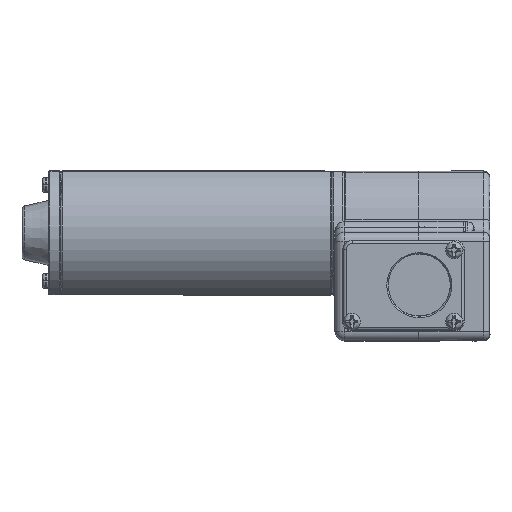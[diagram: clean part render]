
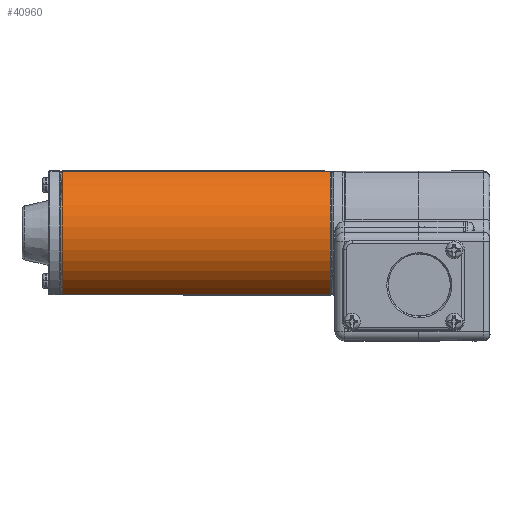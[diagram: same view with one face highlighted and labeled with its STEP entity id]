
A CAD part, top view. The second image highlights one B-rep face of the part: STEP entity #40960.
In plain terms, the highlighted cylindrical face has radius 22.5 mm (diameter 45 mm), a partial arc.
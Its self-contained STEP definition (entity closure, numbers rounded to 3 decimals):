
#37049=CARTESIAN_POINT('',(0.5,20.,-22.5));
#37050=DIRECTION('',(1.,0.,0.));
#37051=DIRECTION('',(0.,0.878,0.479));
#37052=AXIS2_PLACEMENT_3D('',#37049,#37050,#37051);
#37083=DIRECTION('',(-1.,0.,0.));
#37084=VECTOR('',#37083,86.5);
#37085=CARTESIAN_POINT('',(87.,39.756,-11.732));
#37086=LINE('',#37085,#37084);
#38193=DIRECTION('',(-1.,0.,0.));
#38194=VECTOR('',#38193,86.5);
#38195=CARTESIAN_POINT('',(87.,0.244,-11.732));
#38196=LINE('',#38195,#38194);
#38207=CARTESIAN_POINT('',(87.,20.,-22.5));
#38208=DIRECTION('',(-1.,0.,0.));
#38209=DIRECTION('',(0.,-0.878,0.479));
#38210=AXIS2_PLACEMENT_3D('',#38207,#38208,#38209);
#38869=CARTESIAN_POINT('',(0.5,39.756,-11.732));
#38870=VERTEX_POINT('',#38869);
#38875=CARTESIAN_POINT('',(0.5,0.244,-11.732));
#38876=VERTEX_POINT('',#38875);
#38899=CARTESIAN_POINT('',(87.,39.756,-11.732));
#38900=VERTEX_POINT('',#38899);
#38901=CARTESIAN_POINT('',(87.,0.244,-11.732));
#38902=VERTEX_POINT('',#38901);
#40948=CARTESIAN_POINT('',(-1.23,20.,-22.5));
#40949=DIRECTION('',(1.,0.,0.));
#40950=DIRECTION('',(0.,-1.,0.));
#40951=AXIS2_PLACEMENT_3D('',#40948,#40949,#40950);
#40952=CYLINDRICAL_SURFACE('',#40951,22.5);
#40953=ORIENTED_EDGE('',*,*,#39565,.F.);
#40954=ORIENTED_EDGE('',*,*,#39607,.F.);
#40956=ORIENTED_EDGE('',*,*,#40955,.F.);
#40957=ORIENTED_EDGE('',*,*,#40940,.T.);
#40958=EDGE_LOOP('',(#40953,#40954,#40956,#40957));
#40959=FACE_OUTER_BOUND('',#40958,.F.);
#40960=ADVANCED_FACE('',(#40959),#40952,.T.);
#37053=CIRCLE('',#37052,22.5);
#38211=CIRCLE('',#38210,22.5);
#39565=EDGE_CURVE('',#38870,#38876,#37053,.T.);
#39607=EDGE_CURVE('',#38900,#38870,#37086,.T.);
#40940=EDGE_CURVE('',#38902,#38876,#38196,.T.);
#40955=EDGE_CURVE('',#38902,#38900,#38211,.T.);
